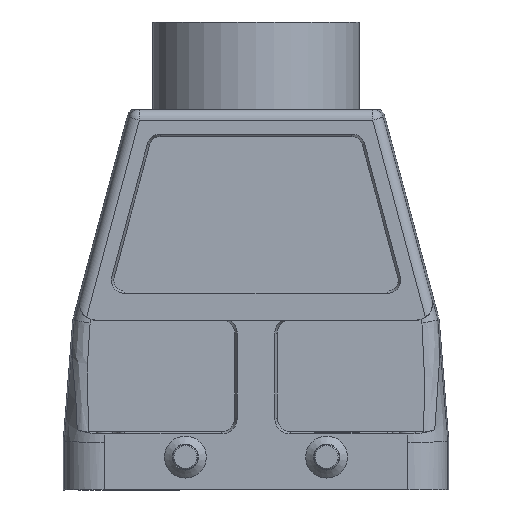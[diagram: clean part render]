
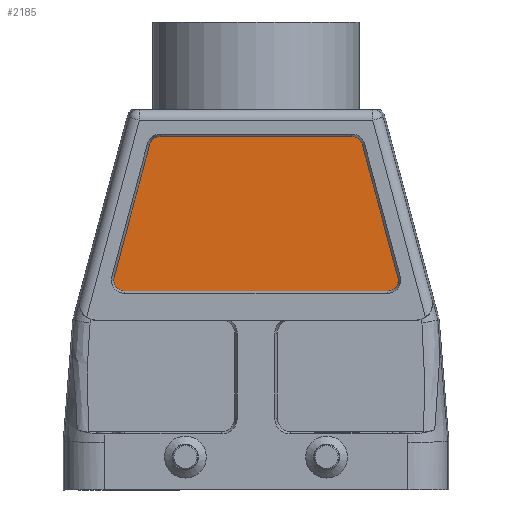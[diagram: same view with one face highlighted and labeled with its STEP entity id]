
A CAD part, front view. The second image highlights one B-rep face of the part: STEP entity #2185.
In plain terms, the highlighted planar face has unit normal (0, -1, 0).
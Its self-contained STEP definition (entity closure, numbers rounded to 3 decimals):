
#972=FACE_OUTER_BOUND('',#2780,.T.);
#1376=LINE('',#8663,#1821);
#1377=LINE('',#8668,#1822);
#1378=LINE('',#8672,#1823);
#1379=LINE('',#8676,#1824);
#1821=VECTOR('',#6903,1.);
#1822=VECTOR('',#6906,1.);
#1823=VECTOR('',#6909,1.);
#1824=VECTOR('',#6912,1.);
#2185=ADVANCED_FACE('',(#972),#2467,.F.);
#2467=PLANE('',#6206);
#2780=EDGE_LOOP('',(#3327,#3328,#3329,#3330,#3331,#3332,#3333,#3334));
#3327=ORIENTED_EDGE('',*,*,#5304,.T.);
#3328=ORIENTED_EDGE('',*,*,#5305,.T.);
#3329=ORIENTED_EDGE('',*,*,#5306,.F.);
#3330=ORIENTED_EDGE('',*,*,#5307,.F.);
#3331=ORIENTED_EDGE('',*,*,#5308,.F.);
#3332=ORIENTED_EDGE('',*,*,#5309,.T.);
#3333=ORIENTED_EDGE('',*,*,#5310,.T.);
#3334=ORIENTED_EDGE('',*,*,#5311,.T.);
#4780=VERTEX_POINT('',#8664);
#4781=VERTEX_POINT('',#8665);
#4782=VERTEX_POINT('',#8667);
#4783=VERTEX_POINT('',#8669);
#4784=VERTEX_POINT('',#8671);
#4785=VERTEX_POINT('',#8673);
#4786=VERTEX_POINT('',#8675);
#4787=VERTEX_POINT('',#8677);
#5304=EDGE_CURVE('',#4780,#4781,#1376,.T.);
#5305=EDGE_CURVE('',#4781,#4782,#5897,.T.);
#5306=EDGE_CURVE('',#4783,#4782,#1377,.T.);
#5307=EDGE_CURVE('',#4784,#4783,#5898,.T.);
#5308=EDGE_CURVE('',#4785,#4784,#1378,.T.);
#5309=EDGE_CURVE('',#4785,#4786,#5899,.T.);
#5310=EDGE_CURVE('',#4786,#4787,#1379,.T.);
#5311=EDGE_CURVE('',#4787,#4780,#5900,.T.);
#5897=CIRCLE('',#6202,2.045);
#5898=CIRCLE('',#6203,2.045);
#5899=CIRCLE('',#6204,2.045);
#5900=CIRCLE('',#6205,2.045);
#6202=AXIS2_PLACEMENT_3D('',#8666,#6904,#6905);
#6203=AXIS2_PLACEMENT_3D('',#8670,#6907,#6908);
#6204=AXIS2_PLACEMENT_3D('',#8674,#6910,#6911);
#6205=AXIS2_PLACEMENT_3D('',#8678,#6913,#6914);
#6206=AXIS2_PLACEMENT_3D('',#8679,#6915,#6916);
#6903=DIRECTION('',(-0.259,0.,0.966));
#6904=DIRECTION('',(0.,-1.,0.));
#6905=DIRECTION('',(0.,0.,1.));
#6906=DIRECTION('',(1.,0.,0.));
#6907=DIRECTION('',(0.,1.,0.));
#6908=DIRECTION('',(0.,0.,1.));
#6909=DIRECTION('',(0.259,0.,0.966));
#6910=DIRECTION('',(0.,-1.,0.));
#6911=DIRECTION('',(0.,0.,1.));
#6912=DIRECTION('',(1.,0.,0.));
#6913=DIRECTION('',(0.,-1.,0.));
#6914=DIRECTION('',(0.,0.,1.));
#6915=DIRECTION('',(0.,1.,0.));
#6916=DIRECTION('',(0.,0.,-1.));
#8663=CARTESIAN_POINT('',(26.701,-21.25,30.879));
#8664=CARTESIAN_POINT('',(26.701,-21.25,30.879));
#8665=CARTESIAN_POINT('',(20.002,-21.25,55.879));
#8666=CARTESIAN_POINT('',(18.027,-21.25,55.35));
#8667=CARTESIAN_POINT('',(18.027,-21.25,57.395));
#8668=CARTESIAN_POINT('',(18.027,-21.25,57.395));
#8669=CARTESIAN_POINT('',(-18.027,-21.25,57.395));
#8670=CARTESIAN_POINT('',(-18.027,-21.25,55.35));
#8671=CARTESIAN_POINT('',(-20.002,-21.25,55.879));
#8672=CARTESIAN_POINT('',(-17.587,-21.25,64.893));
#8673=CARTESIAN_POINT('',(-26.701,-21.25,30.879));
#8674=CARTESIAN_POINT('',(-24.726,-21.25,30.35));
#8675=CARTESIAN_POINT('',(-24.726,-21.25,28.305));
#8676=CARTESIAN_POINT('',(27.141,-21.25,28.305));
#8677=CARTESIAN_POINT('',(24.726,-21.25,28.305));
#8678=CARTESIAN_POINT('',(24.726,-21.25,30.35));
#8679=CARTESIAN_POINT('',(18.027,-21.25,55.35));
